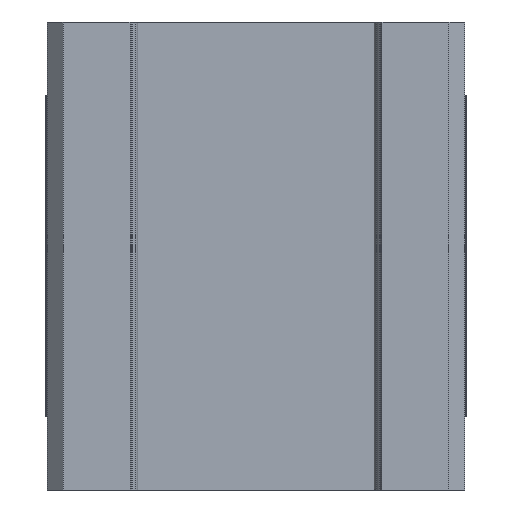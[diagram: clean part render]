
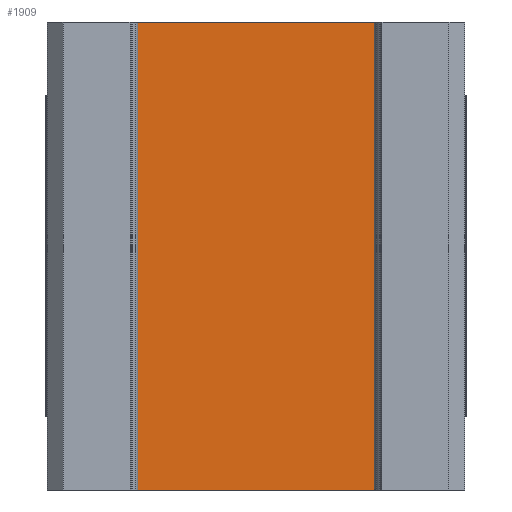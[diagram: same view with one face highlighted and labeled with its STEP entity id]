
A CAD part, front view. The second image highlights one B-rep face of the part: STEP entity #1909.
In plain terms, the highlighted planar face has unit normal (0, -1, 0).
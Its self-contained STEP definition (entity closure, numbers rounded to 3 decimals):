
#40=PLANE('',#2064);
#204=FACE_OUTER_BOUND('',#335,.T.);
#335=EDGE_LOOP('',(#1391,#1392,#1393,#1394));
#455=LINE('',#2885,#639);
#456=LINE('',#2887,#640);
#457=LINE('',#2889,#641);
#458=LINE('',#2890,#642);
#639=VECTOR('',#2295,23.501);
#640=VECTOR('',#2296,44.5);
#641=VECTOR('',#2297,23.501);
#642=VECTOR('',#2298,44.5);
#911=VERTEX_POINT('',#2883);
#912=VERTEX_POINT('',#2884);
#913=VERTEX_POINT('',#2886);
#914=VERTEX_POINT('',#2888);
#1105=EDGE_CURVE('',#911,#912,#455,.T.);
#1106=EDGE_CURVE('',#912,#913,#456,.T.);
#1107=EDGE_CURVE('',#913,#914,#457,.T.);
#1108=EDGE_CURVE('',#914,#911,#458,.T.);
#1391=ORIENTED_EDGE('',*,*,#1105,.T.);
#1392=ORIENTED_EDGE('',*,*,#1106,.T.);
#1393=ORIENTED_EDGE('',*,*,#1107,.T.);
#1394=ORIENTED_EDGE('',*,*,#1108,.T.);
#1909=ADVANCED_FACE('',(#204),#40,.T.);
#2064=AXIS2_PLACEMENT_3D('',#2882,#2293,#2294);
#2293=DIRECTION('center_axis',(0.,-1.,0.));
#2294=DIRECTION('ref_axis',(0.,0.,1.));
#2295=DIRECTION('',(-1.,0.,0.));
#2296=DIRECTION('',(0.,0.,-1.));
#2297=DIRECTION('',(1.,0.,0.));
#2298=DIRECTION('',(0.,0.,1.));
#2882=CARTESIAN_POINT('Origin',(11.751,2.25,-22.25));
#2883=CARTESIAN_POINT('',(11.751,2.25,22.25));
#2884=CARTESIAN_POINT('',(-11.751,2.25,22.25));
#2885=CARTESIAN_POINT('',(0.,2.25,22.25));
#2886=CARTESIAN_POINT('',(-11.751,2.25,-22.25));
#2887=CARTESIAN_POINT('',(-11.751,2.25,0.));
#2888=CARTESIAN_POINT('',(11.751,2.25,-22.25));
#2889=CARTESIAN_POINT('',(0.,2.25,-22.25));
#2890=CARTESIAN_POINT('',(11.751,2.25,0.));
